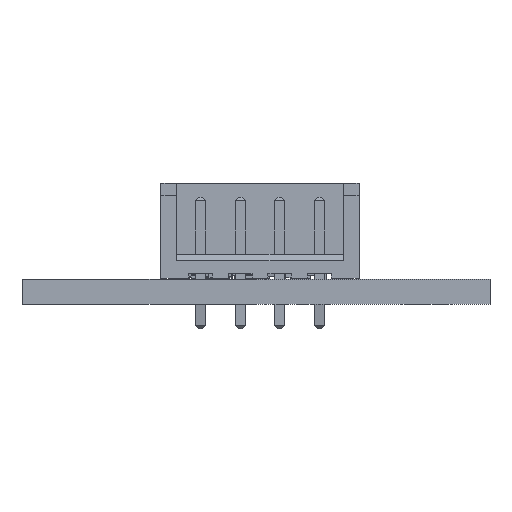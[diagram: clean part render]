
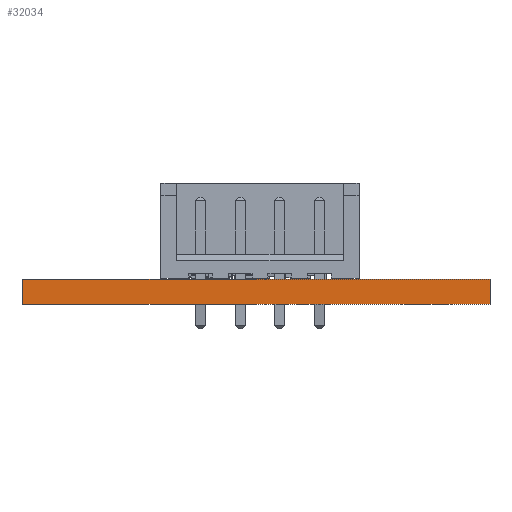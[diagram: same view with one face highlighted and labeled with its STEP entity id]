
A CAD part, front view. The second image highlights one B-rep face of the part: STEP entity #32034.
In plain terms, the highlighted planar face has unit normal (0, -1, 0).
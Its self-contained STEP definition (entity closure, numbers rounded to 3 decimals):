
#32034 = ADVANCED_FACE('',(#32035),#32069,.T.);
#32035 = FACE_BOUND('',#32036,.T.);
#32036 = EDGE_LOOP('',(#32037,#32047,#32055,#32063));
#32037 = ORIENTED_EDGE('',*,*,#32038,.T.);
#32038 = EDGE_CURVE('',#32039,#32041,#32043,.T.);
#32039 = VERTEX_POINT('',#32040);
#32040 = CARTESIAN_POINT('',(166.412,-104.385,0.));
#32041 = VERTEX_POINT('',#32042);
#32042 = CARTESIAN_POINT('',(166.412,-104.385,1.6));
#32043 = LINE('',#32044,#32045);
#32044 = CARTESIAN_POINT('',(166.412,-104.385,0.));
#32045 = VECTOR('',#32046,1.);
#32046 = DIRECTION('',(0.,0.,1.));
#32047 = ORIENTED_EDGE('',*,*,#32048,.T.);
#32048 = EDGE_CURVE('',#32041,#32049,#32051,.T.);
#32049 = VERTEX_POINT('',#32050);
#32050 = CARTESIAN_POINT('',(136.912,-104.385,1.6));
#32051 = LINE('',#32052,#32053);
#32052 = CARTESIAN_POINT('',(166.412,-104.385,1.6));
#32053 = VECTOR('',#32054,1.);
#32054 = DIRECTION('',(-1.,0.,0.));
#32055 = ORIENTED_EDGE('',*,*,#32056,.F.);
#32056 = EDGE_CURVE('',#32057,#32049,#32059,.T.);
#32057 = VERTEX_POINT('',#32058);
#32058 = CARTESIAN_POINT('',(136.912,-104.385,0.));
#32059 = LINE('',#32060,#32061);
#32060 = CARTESIAN_POINT('',(136.912,-104.385,0.));
#32061 = VECTOR('',#32062,1.);
#32062 = DIRECTION('',(0.,0.,1.));
#32063 = ORIENTED_EDGE('',*,*,#32064,.F.);
#32064 = EDGE_CURVE('',#32039,#32057,#32065,.T.);
#32065 = LINE('',#32066,#32067);
#32066 = CARTESIAN_POINT('',(166.412,-104.385,0.));
#32067 = VECTOR('',#32068,1.);
#32068 = DIRECTION('',(-1.,0.,0.));
#32069 = PLANE('',#32070);
#32070 = AXIS2_PLACEMENT_3D('',#32071,#32072,#32073);
#32071 = CARTESIAN_POINT('',(166.412,-104.385,0.));
#32072 = DIRECTION('',(0.,-1.,0.));
#32073 = DIRECTION('',(-1.,0.,0.));
